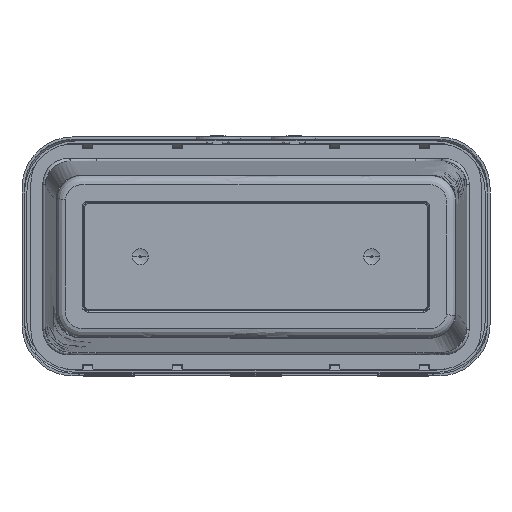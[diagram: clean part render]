
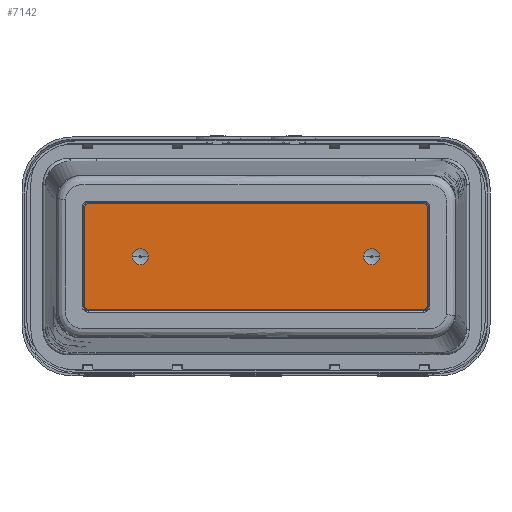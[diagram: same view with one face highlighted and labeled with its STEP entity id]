
A CAD part, front view. The second image highlights one B-rep face of the part: STEP entity #7142.
In plain terms, the highlighted planar face has unit normal (0, -1, 0).
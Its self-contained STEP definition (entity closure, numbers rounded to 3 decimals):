
#54 = VERTEX_POINT ( 'NONE', #16724 ) ;
#125 = DIRECTION ( 'NONE',  ( 1., 0., 0. ) ) ;
#193 = VERTEX_POINT ( 'NONE', #2557 ) ;
#429 = CARTESIAN_POINT ( 'NONE',  ( -65.5, -114.85, -20.75 ) ) ;
#501 = ORIENTED_EDGE ( 'NONE', *, *, #2204, .T. ) ;
#596 = LINE ( 'NONE', #20476, #3915 ) ;
#864 = ORIENTED_EDGE ( 'NONE', *, *, #11639, .T. ) ;
#1145 = CARTESIAN_POINT ( 'NONE',  ( 42.125, -114.85, 0. ) ) ;
#1398 = DIRECTION ( 'NONE',  ( -1., 0., 0. ) ) ;
#1440 = VERTEX_POINT ( 'NONE', #10103 ) ;
#1533 = LINE ( 'NONE', #19406, #19510 ) ;
#2204 = EDGE_CURVE ( 'NONE', #15125, #5736, #20978, .T. ) ;
#2557 = CARTESIAN_POINT ( 'NONE',  ( 67., -114.85, -19.25 ) ) ;
#2775 = LINE ( 'NONE', #18972, #21987 ) ;
#2897 = AXIS2_PLACEMENT_3D ( 'NONE', #8599, #8825, #5499 ) ;
#3179 = ORIENTED_EDGE ( 'NONE', *, *, #18643, .T. ) ;
#3348 = ORIENTED_EDGE ( 'NONE', *, *, #10526, .T. ) ;
#3528 = DIRECTION ( 'NONE',  ( 0., -1., 0. ) ) ;
#3673 = AXIS2_PLACEMENT_3D ( 'NONE', #7813, #5918, #20092 ) ;
#3694 = CARTESIAN_POINT ( 'NONE',  ( -67., -114.85, -19.25 ) ) ;
#3788 = ORIENTED_EDGE ( 'NONE', *, *, #22612, .T. ) ;
#3862 = DIRECTION ( 'NONE',  ( 0., -1., 0. ) ) ;
#3915 = VECTOR ( 'NONE', #15254, 1000. ) ;
#4025 = CARTESIAN_POINT ( 'NONE',  ( 45.25, -114.85, 0. ) ) ;
#4196 = CARTESIAN_POINT ( 'NONE',  ( 65.5, -114.85, 19.25 ) ) ;
#4666 = EDGE_CURVE ( 'NONE', #19194, #16540, #19367, .T. ) ;
#4924 = PLANE ( 'NONE',  #2897 ) ;
#5069 = ORIENTED_EDGE ( 'NONE', *, *, #19690, .T. ) ;
#5072 = CIRCLE ( 'NONE', #11520, 3.125 ) ;
#5102 = AXIS2_PLACEMENT_3D ( 'NONE', #9152, #16438, #125 ) ;
#5199 = ORIENTED_EDGE ( 'NONE', *, *, #7432, .T. ) ;
#5423 = DIRECTION ( 'NONE',  ( -1., 0., 0. ) ) ;
#5499 = DIRECTION ( 'NONE',  ( -1., 0., 0. ) ) ;
#5643 = DIRECTION ( 'NONE',  ( 0., -1., 0. ) ) ;
#5736 = VERTEX_POINT ( 'NONE', #429 ) ;
#5866 = ORIENTED_EDGE ( 'NONE', *, *, #12572, .F. ) ;
#5918 = DIRECTION ( 'NONE',  ( 0., -1., 0. ) ) ;
#6139 = AXIS2_PLACEMENT_3D ( 'NONE', #21946, #3862, #5423 ) ;
#6201 = VECTOR ( 'NONE', #21763, 1000. ) ;
#7142 = ADVANCED_FACE ( 'NONE', ( #21227, #15881, #17672 ), #4924, .F. ) ;
#7242 = LINE ( 'NONE', #14513, #6201 ) ;
#7432 = EDGE_CURVE ( 'NONE', #193, #12917, #596, .T. ) ;
#7813 = CARTESIAN_POINT ( 'NONE',  ( -65.5, -114.85, 19.25 ) ) ;
#8153 = DIRECTION ( 'NONE',  ( 1., 0., 0. ) ) ;
#8379 = AXIS2_PLACEMENT_3D ( 'NONE', #17713, #3528, #1398 ) ;
#8599 = CARTESIAN_POINT ( 'NONE',  ( 0., -114.85, 0. ) ) ;
#8622 = EDGE_CURVE ( 'NONE', #16540, #19194, #15375, .T. ) ;
#8825 = DIRECTION ( 'NONE',  ( 0., 1., 0. ) ) ;
#9152 = CARTESIAN_POINT ( 'NONE',  ( 45.25, -114.85, 0. ) ) ;
#9848 = DIRECTION ( 'NONE',  ( 1., 0., 0. ) ) ;
#10103 = CARTESIAN_POINT ( 'NONE',  ( -48.375, -114.85, 0. ) ) ;
#10526 = EDGE_CURVE ( 'NONE', #19013, #20100, #18900, .T. ) ;
#11350 = CIRCLE ( 'NONE', #19782, 3.125 ) ;
#11454 = DIRECTION ( 'NONE',  ( 0., -1., 0. ) ) ;
#11520 = AXIS2_PLACEMENT_3D ( 'NONE', #18149, #5643, #21930 ) ;
#11639 = EDGE_CURVE ( 'NONE', #5736, #15701, #2775, .T. ) ;
#12368 = EDGE_CURVE ( 'NONE', #15701, #193, #16742, .T. ) ;
#12494 = AXIS2_PLACEMENT_3D ( 'NONE', #4025, #18925, #9848 ) ;
#12499 = ORIENTED_EDGE ( 'NONE', *, *, #12368, .T. ) ;
#12561 = ORIENTED_EDGE ( 'NONE', *, *, #4666, .F. ) ;
#12572 = EDGE_CURVE ( 'NONE', #54, #1440, #11350, .T. ) ;
#12917 = VERTEX_POINT ( 'NONE', #19705 ) ;
#12956 = CARTESIAN_POINT ( 'NONE',  ( 65.5, -114.85, 20.75 ) ) ;
#13245 = CARTESIAN_POINT ( 'NONE',  ( 48.375, -114.85, 0. ) ) ;
#13329 = VERTEX_POINT ( 'NONE', #12956 ) ;
#14258 = DIRECTION ( 'NONE',  ( -1., 0., 0. ) ) ;
#14275 = CARTESIAN_POINT ( 'NONE',  ( -65.5, -114.85, 20.75 ) ) ;
#14513 = CARTESIAN_POINT ( 'NONE',  ( -67., -114.85, -19.25 ) ) ;
#14563 = EDGE_LOOP ( 'NONE', ( #19188, #5866 ) ) ;
#14575 = CARTESIAN_POINT ( 'NONE',  ( -67., -114.85, 19.25 ) ) ;
#15125 = VERTEX_POINT ( 'NONE', #3694 ) ;
#15254 = DIRECTION ( 'NONE',  ( 0., 0., 1. ) ) ;
#15375 = CIRCLE ( 'NONE', #5102, 3.125 ) ;
#15426 = DIRECTION ( 'NONE',  ( 0., -1., 0. ) ) ;
#15623 = EDGE_LOOP ( 'NONE', ( #864, #12499, #5199, #3179, #3788, #3348, #5069, #501 ) ) ;
#15701 = VERTEX_POINT ( 'NONE', #19531 ) ;
#15881 = FACE_BOUND ( 'NONE', #14563, .T. ) ;
#16438 = DIRECTION ( 'NONE',  ( 0., -1., 0. ) ) ;
#16508 = CARTESIAN_POINT ( 'NONE',  ( -45.25, -114.85, 0. ) ) ;
#16540 = VERTEX_POINT ( 'NONE', #1145 ) ;
#16724 = CARTESIAN_POINT ( 'NONE',  ( -42.125, -114.85, 0. ) ) ;
#16742 = CIRCLE ( 'NONE', #8379, 1.5 ) ;
#16801 = CIRCLE ( 'NONE', #18696, 1.5 ) ;
#17672 = FACE_OUTER_BOUND ( 'NONE', #15623, .T. ) ;
#17713 = CARTESIAN_POINT ( 'NONE',  ( 65.5, -114.85, -19.25 ) ) ;
#18149 = CARTESIAN_POINT ( 'NONE',  ( -45.25, -114.85, 0. ) ) ;
#18643 = EDGE_CURVE ( 'NONE', #12917, #13329, #16801, .T. ) ;
#18696 = AXIS2_PLACEMENT_3D ( 'NONE', #4196, #11454, #18733 ) ;
#18733 = DIRECTION ( 'NONE',  ( -1., 0., 0. ) ) ;
#18805 = ORIENTED_EDGE ( 'NONE', *, *, #8622, .F. ) ;
#18900 = CIRCLE ( 'NONE', #3673, 1.5 ) ;
#18925 = DIRECTION ( 'NONE',  ( 0., -1., 0. ) ) ;
#18972 = CARTESIAN_POINT ( 'NONE',  ( 65.5, -114.85, -20.75 ) ) ;
#19013 = VERTEX_POINT ( 'NONE', #14275 ) ;
#19188 = ORIENTED_EDGE ( 'NONE', *, *, #23057, .F. ) ;
#19194 = VERTEX_POINT ( 'NONE', #13245 ) ;
#19367 = CIRCLE ( 'NONE', #12494, 3.125 ) ;
#19406 = CARTESIAN_POINT ( 'NONE',  ( -65.5, -114.85, 20.75 ) ) ;
#19510 = VECTOR ( 'NONE', #14258, 1000. ) ;
#19531 = CARTESIAN_POINT ( 'NONE',  ( 65.5, -114.85, -20.75 ) ) ;
#19690 = EDGE_CURVE ( 'NONE', #20100, #15125, #7242, .T. ) ;
#19705 = CARTESIAN_POINT ( 'NONE',  ( 67., -114.85, 19.25 ) ) ;
#19782 = AXIS2_PLACEMENT_3D ( 'NONE', #16508, #15426, #8153 ) ;
#20092 = DIRECTION ( 'NONE',  ( -1., 0., 0. ) ) ;
#20100 = VERTEX_POINT ( 'NONE', #14575 ) ;
#20476 = CARTESIAN_POINT ( 'NONE',  ( 67., -114.85, 19.25 ) ) ;
#20865 = EDGE_LOOP ( 'NONE', ( #18805, #12561 ) ) ;
#20978 = CIRCLE ( 'NONE', #6139, 1.5 ) ;
#21227 = FACE_BOUND ( 'NONE', #20865, .T. ) ;
#21763 = DIRECTION ( 'NONE',  ( 0., 0., -1. ) ) ;
#21930 = DIRECTION ( 'NONE',  ( 1., 0., 0. ) ) ;
#21946 = CARTESIAN_POINT ( 'NONE',  ( -65.5, -114.85, -19.25 ) ) ;
#21987 = VECTOR ( 'NONE', #22381, 1000. ) ;
#22381 = DIRECTION ( 'NONE',  ( 1., 0., 0. ) ) ;
#22612 = EDGE_CURVE ( 'NONE', #13329, #19013, #1533, .T. ) ;
#23057 = EDGE_CURVE ( 'NONE', #1440, #54, #5072, .T. ) ;
